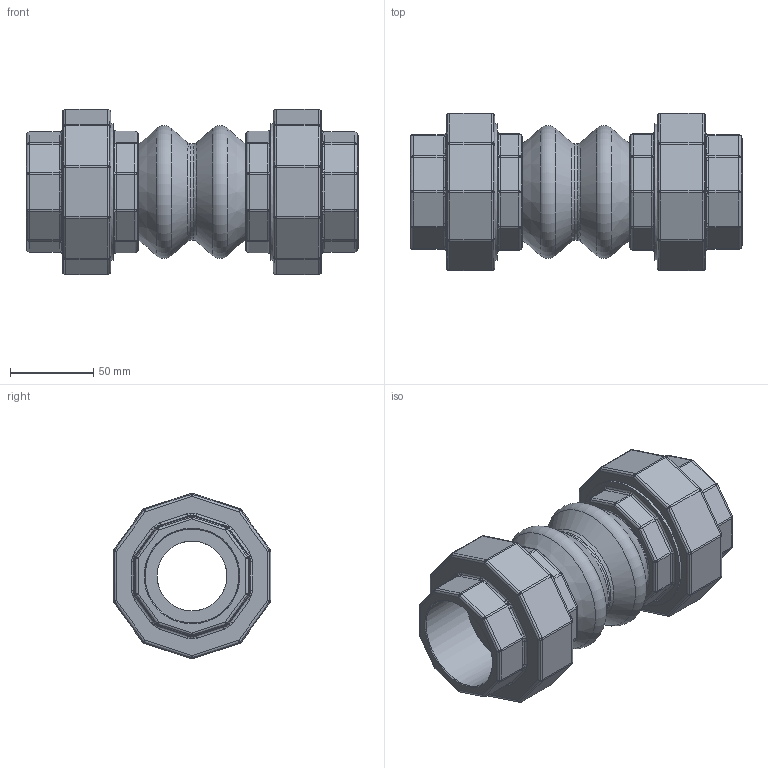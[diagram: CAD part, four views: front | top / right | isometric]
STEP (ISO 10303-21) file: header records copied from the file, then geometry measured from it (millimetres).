
FILE_DESCRIPTION(('HOOPS Exchange Step'),'2;1');
FILE_NAME('KP02_DN50.stp','2025-12-08T10:52:40+01:00',('nieru'),('Unknown organisation'),'HOOPS Exchange 2024.2','HOOPS Exchange','Unknown authorisation');
FILE_SCHEMA( ('AP203_CONFIGURATION_CONTROLLED_3D_DESIGN_OF_MECHANICAL_PARTS_AND_ASSEMBLIES_MIM_LF') );
Length unit declared in the file: millimetre
Products named in the file (2): 0; root
Assembly tree (1 placements, depth 2):
  root
    0
Bounding box: 200 x 95 x 99.68 mm (x, y, z)
Volume: 562833.5 mm3; surface area: 120463.9 mm2
Topology: 1 solids, 3 shells, 722 faces, 1687 edges, 983 vertices
Faces by surface type: cylinder 416, sphere 160, plane 78, torus 58, cone 10
Full cylindrical faces by diameter (mm): 42 x3, 56.656 x2, 58 x1, 77 x2, 79 x2, 79.835 x2, 82 x2
Entity records: 50799 total; most frequent: CARTESIAN_POINT 36087, ORIENTED_EDGE 3374, DIRECTION 2460, EDGE_CURVE 1687, VERTEX_POINT 983, AXIS2_PLACEMENT_3D 945, B_SPLINE_CURVE_WITH_KNOTS 897, EDGE_LOOP 740
